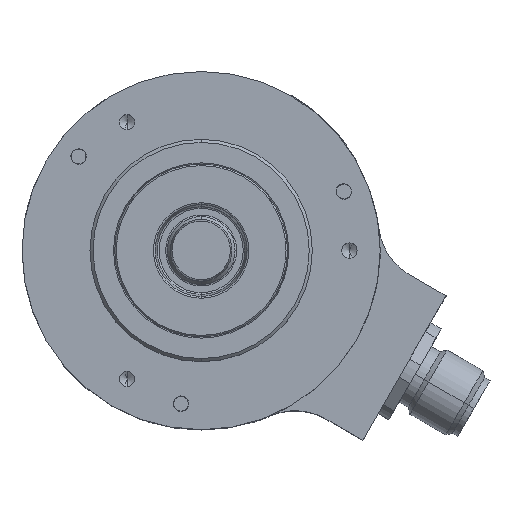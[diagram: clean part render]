
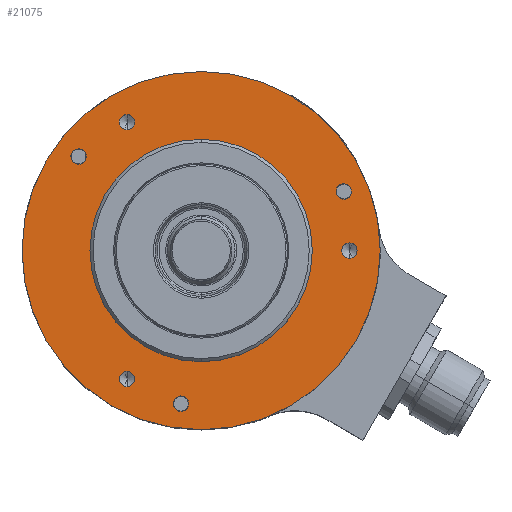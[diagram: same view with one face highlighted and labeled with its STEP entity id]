
A CAD part, top view. The second image highlights one B-rep face of the part: STEP entity #21075.
In plain terms, the highlighted planar face has unit normal (0, 0, 1).
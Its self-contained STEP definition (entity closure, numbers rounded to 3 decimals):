
#6727=CARTESIAN_POINT('',(0.,0.,17.));
#6728=DIRECTION('',(0.,0.,1.));
#6729=DIRECTION('',(1.,0.,0.));
#6730=AXIS2_PLACEMENT_3D('',#6727,#6728,#6729);
#6732=CARTESIAN_POINT('',(0.,0.,17.));
#6733=DIRECTION('',(0.,0.,1.));
#6734=DIRECTION('',(-1.,0.,0.));
#6735=AXIS2_PLACEMENT_3D('',#6732,#6733,#6734);
#6737=CARTESIAN_POINT('',(-19.834,15.219,17.));
#6738=DIRECTION('',(0.,0.,-1.));
#6739=DIRECTION('',(-0.793,0.609,0.));
#6740=AXIS2_PLACEMENT_3D('',#6737,#6738,#6739);
#6742=CARTESIAN_POINT('',(-19.834,15.219,17.));
#6743=DIRECTION('',(0.,0.,-1.));
#6744=DIRECTION('',(0.793,-0.609,0.));
#6745=AXIS2_PLACEMENT_3D('',#6742,#6743,#6744);
#6747=CARTESIAN_POINT('',(-3.263,-24.786,17.));
#6748=DIRECTION('',(0.,0.,-1.));
#6749=DIRECTION('',(-0.131,-0.991,0.));
#6750=AXIS2_PLACEMENT_3D('',#6747,#6748,#6749);
#6752=CARTESIAN_POINT('',(-3.263,-24.786,17.));
#6753=DIRECTION('',(0.,0.,-1.));
#6754=DIRECTION('',(0.131,0.991,0.));
#6755=AXIS2_PLACEMENT_3D('',#6752,#6753,#6754);
#6757=CARTESIAN_POINT('',(23.097,9.567,17.));
#6758=DIRECTION('',(0.,0.,-1.));
#6759=DIRECTION('',(0.924,0.383,0.));
#6760=AXIS2_PLACEMENT_3D('',#6757,#6758,#6759);
#6762=CARTESIAN_POINT('',(23.097,9.567,17.));
#6763=DIRECTION('',(0.,0.,-1.));
#6764=DIRECTION('',(-0.924,-0.383,0.));
#6765=AXIS2_PLACEMENT_3D('',#6762,#6763,#6764);
#6767=CARTESIAN_POINT('',(-12.,-20.785,17.));
#6768=DIRECTION('',(0.,0.,1.));
#6769=DIRECTION('',(0.,-1.,0.));
#6770=AXIS2_PLACEMENT_3D('',#6767,#6768,#6769);
#6772=CARTESIAN_POINT('',(-12.,-20.785,17.));
#6773=DIRECTION('',(0.,0.,1.));
#6774=DIRECTION('',(0.,1.,0.));
#6775=AXIS2_PLACEMENT_3D('',#6772,#6773,#6774);
#6777=CARTESIAN_POINT('',(-12.,20.785,17.));
#6778=DIRECTION('',(0.,0.,1.));
#6779=DIRECTION('',(0.,-1.,0.));
#6780=AXIS2_PLACEMENT_3D('',#6777,#6778,#6779);
#6782=CARTESIAN_POINT('',(-12.,20.785,17.));
#6783=DIRECTION('',(0.,0.,1.));
#6784=DIRECTION('',(0.,1.,0.));
#6785=AXIS2_PLACEMENT_3D('',#6782,#6783,#6784);
#6787=CARTESIAN_POINT('',(24.,0.,17.));
#6788=DIRECTION('',(0.,0.,1.));
#6789=DIRECTION('',(0.,-1.,0.));
#6790=AXIS2_PLACEMENT_3D('',#6787,#6788,#6789);
#6792=CARTESIAN_POINT('',(24.,0.,17.));
#6793=DIRECTION('',(0.,0.,1.));
#6794=DIRECTION('',(0.,1.,0.));
#6795=AXIS2_PLACEMENT_3D('',#6792,#6793,#6794);
#6801=CARTESIAN_POINT('',(0.,0.,17.));
#6802=DIRECTION('',(0.,0.,1.));
#6803=DIRECTION('',(0.,1.,0.));
#6804=AXIS2_PLACEMENT_3D('',#6801,#6802,#6803);
#6838=CARTESIAN_POINT('',(0.,0.,17.));
#6839=DIRECTION('',(0.,0.,-1.));
#6840=DIRECTION('',(0.,1.,0.));
#6841=AXIS2_PLACEMENT_3D('',#6838,#6839,#6840);
#14098=CARTESIAN_POINT('',(0.,18.,17.));
#14099=CARTESIAN_POINT('',(0.,-18.,17.));
#14100=VERTEX_POINT('',#14098);
#14101=VERTEX_POINT('',#14099);
#14102=CARTESIAN_POINT('',(29.,0.,17.));
#14103=CARTESIAN_POINT('',(-29.,0.,17.));
#14104=VERTEX_POINT('',#14102);
#14105=VERTEX_POINT('',#14103);
#14106=CARTESIAN_POINT('',(-20.826,15.98,17.));
#14107=CARTESIAN_POINT('',(-18.842,14.458,17.));
#14108=VERTEX_POINT('',#14106);
#14109=VERTEX_POINT('',#14107);
#14110=CARTESIAN_POINT('',(-3.426,-26.025,17.));
#14111=CARTESIAN_POINT('',(-3.1,-23.547,17.));
#14112=VERTEX_POINT('',#14110);
#14113=VERTEX_POINT('',#14111);
#14114=CARTESIAN_POINT('',(24.252,10.045,17.));
#14115=CARTESIAN_POINT('',(21.942,9.089,17.));
#14116=VERTEX_POINT('',#14114);
#14117=VERTEX_POINT('',#14115);
#14124=CARTESIAN_POINT('',(-12.,-22.035,17.));
#14125=CARTESIAN_POINT('',(-12.,-19.535,17.));
#14126=VERTEX_POINT('',#14124);
#14127=VERTEX_POINT('',#14125);
#14134=CARTESIAN_POINT('',(-12.,19.535,17.));
#14135=CARTESIAN_POINT('',(-12.,22.035,17.));
#14136=VERTEX_POINT('',#14134);
#14137=VERTEX_POINT('',#14135);
#14144=CARTESIAN_POINT('',(24.,-1.25,17.));
#14145=CARTESIAN_POINT('',(24.,1.25,17.));
#14146=VERTEX_POINT('',#14144);
#14147=VERTEX_POINT('',#14145);
#21024=CARTESIAN_POINT('',(0.,0.,17.));
#21025=DIRECTION('',(0.,0.,-1.));
#21026=DIRECTION('',(0.,1.,0.));
#21027=AXIS2_PLACEMENT_3D('',#21024,#21025,#21026);
#21028=PLANE('',#21027);
#21029=ORIENTED_EDGE('',*,*,#17654,.F.);
#21030=ORIENTED_EDGE('',*,*,#17591,.F.);
#21031=EDGE_LOOP('',(#21029,#21030));
#21032=FACE_OUTER_BOUND('',#21031,.F.);
#21034=ORIENTED_EDGE('',*,*,#21033,.T.);
#21036=ORIENTED_EDGE('',*,*,#21035,.F.);
#21037=EDGE_LOOP('',(#21034,#21036));
#21038=FACE_BOUND('',#21037,.F.);
#21040=ORIENTED_EDGE('',*,*,#21039,.F.);
#21042=ORIENTED_EDGE('',*,*,#21041,.F.);
#21043=EDGE_LOOP('',(#21040,#21042));
#21044=FACE_BOUND('',#21043,.F.);
#21046=ORIENTED_EDGE('',*,*,#21045,.F.);
#21048=ORIENTED_EDGE('',*,*,#21047,.F.);
#21049=EDGE_LOOP('',(#21046,#21048));
#21050=FACE_BOUND('',#21049,.F.);
#21052=ORIENTED_EDGE('',*,*,#21051,.F.);
#21054=ORIENTED_EDGE('',*,*,#21053,.F.);
#21055=EDGE_LOOP('',(#21052,#21054));
#21056=FACE_BOUND('',#21055,.F.);
#21058=ORIENTED_EDGE('',*,*,#21057,.T.);
#21060=ORIENTED_EDGE('',*,*,#21059,.T.);
#21061=EDGE_LOOP('',(#21058,#21060));
#21062=FACE_BOUND('',#21061,.F.);
#21064=ORIENTED_EDGE('',*,*,#21063,.T.);
#21066=ORIENTED_EDGE('',*,*,#21065,.T.);
#21067=EDGE_LOOP('',(#21064,#21066));
#21068=FACE_BOUND('',#21067,.F.);
#21070=ORIENTED_EDGE('',*,*,#21069,.T.);
#21072=ORIENTED_EDGE('',*,*,#21071,.T.);
#21073=EDGE_LOOP('',(#21070,#21072));
#21074=FACE_BOUND('',#21073,.F.);
#6731=CIRCLE('',#6730,29.);
#6736=CIRCLE('',#6735,29.);
#6741=CIRCLE('',#6740,1.25);
#6746=CIRCLE('',#6745,1.25);
#6751=CIRCLE('',#6750,1.25);
#6756=CIRCLE('',#6755,1.25);
#6761=CIRCLE('',#6760,1.25);
#6766=CIRCLE('',#6765,1.25);
#6771=CIRCLE('',#6770,1.25);
#6776=CIRCLE('',#6775,1.25);
#6781=CIRCLE('',#6780,1.25);
#6786=CIRCLE('',#6785,1.25);
#6791=CIRCLE('',#6790,1.25);
#6796=CIRCLE('',#6795,1.25);
#6805=CIRCLE('',#6804,18.);
#6842=CIRCLE('',#6841,18.);
#17591=EDGE_CURVE('',#14105,#14104,#6736,.T.);
#17654=EDGE_CURVE('',#14104,#14105,#6731,.T.);
#21033=EDGE_CURVE('',#14100,#14101,#6805,.T.);
#21035=EDGE_CURVE('',#14100,#14101,#6842,.T.);
#21039=EDGE_CURVE('',#14108,#14109,#6741,.T.);
#21041=EDGE_CURVE('',#14109,#14108,#6746,.T.);
#21045=EDGE_CURVE('',#14112,#14113,#6751,.T.);
#21047=EDGE_CURVE('',#14113,#14112,#6756,.T.);
#21051=EDGE_CURVE('',#14116,#14117,#6761,.T.);
#21053=EDGE_CURVE('',#14117,#14116,#6766,.T.);
#21057=EDGE_CURVE('',#14126,#14127,#6771,.T.);
#21059=EDGE_CURVE('',#14127,#14126,#6776,.T.);
#21063=EDGE_CURVE('',#14136,#14137,#6781,.T.);
#21065=EDGE_CURVE('',#14137,#14136,#6786,.T.);
#21069=EDGE_CURVE('',#14146,#14147,#6791,.T.);
#21071=EDGE_CURVE('',#14147,#14146,#6796,.T.);
#21075=ADVANCED_FACE('',(#21032,#21038,#21044,#21050,#21056,#21062,#21068,
#21074),#21028,.F.);
